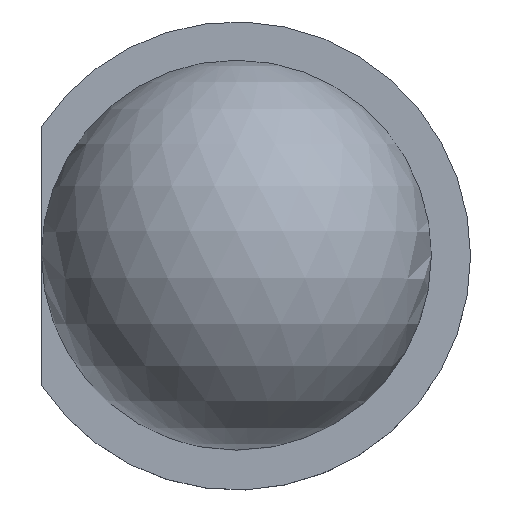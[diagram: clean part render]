
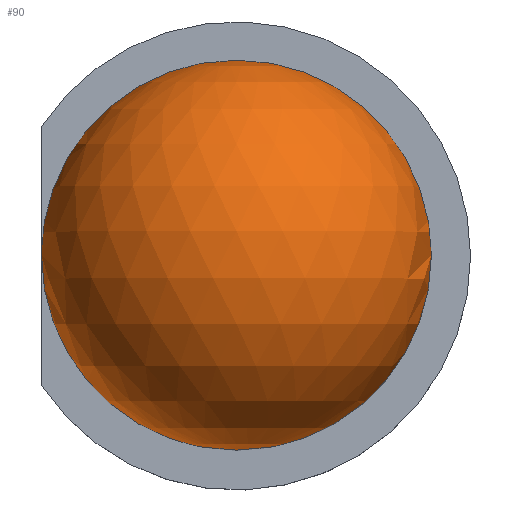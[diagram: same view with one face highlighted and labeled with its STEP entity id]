
A CAD part, top view. The second image highlights one B-rep face of the part: STEP entity #90.
In plain terms, the highlighted spherical face has radius 2.54 mm.
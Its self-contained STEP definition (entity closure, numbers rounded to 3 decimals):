
#70=CARTESIAN_POINT('',(0.,-2.54,11.81));
#71=VERTEX_POINT('',#70);
#72=CARTESIAN_POINT('',(0.,0.,11.81));
#73=DIRECTION('',(0.0,0.0,1.0));
#74=DIRECTION('',(0.0,1.0,0.0));
#75=AXIS2_PLACEMENT_3D('',#72,#73,#74);
#76=CIRCLE('',#75,2.54);
#77=EDGE_CURVE('',#71,#71,#76,.T.);
#82=CARTESIAN_POINT('',(0.0,0.,11.81));
#83=DIRECTION('',(0.0,1.0,0.0));
#84=DIRECTION('',(1.0,0.0,0.0));
#85=AXIS2_PLACEMENT_3D('',#82,#83,#84);
#86=SPHERICAL_SURFACE('',#85,2.54);
#87=ORIENTED_EDGE('',*,*,#77,.T.);
#88=EDGE_LOOP('',(#87));
#89=FACE_OUTER_BOUND('',#88,.T.);
#90=ADVANCED_FACE('',(#89),#86,.T.);
